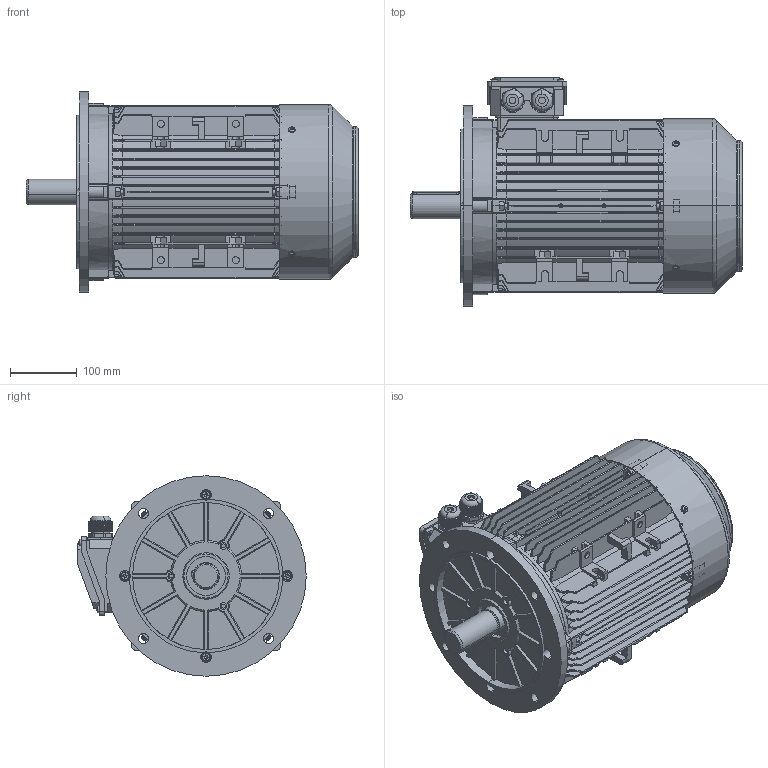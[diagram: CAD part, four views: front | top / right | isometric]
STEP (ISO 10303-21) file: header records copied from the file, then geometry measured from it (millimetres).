
FILE_DESCRIPTION (( 'STEP AP203' ), '1' );
FILE_NAME ('T132M B5蚾饜芞.STEP', '2015-04-08T06:03:27', ( 'USER' ), ( 'MS' ), 'SwSTEP 2.0', 'SolidWorks 2008', '' );
FILE_SCHEMA (( 'CONFIG_CONTROL_DESIGN' ));
Products named in the file (14): T132M转轴_默认; TA132后盖1_默认; Plain parallel keys_GB_CONNECTING_PIECE_KEYS_CSK 10X70; 132风叶_默认; T132M B5蚾饜芞; T132M机壳_默认; TA132风罩_默认; T100-132斜接线盒座_默认; TA100-132斜接线盒盖_默认; 112-132出线螺套_默认; Cross recessed thread forming screws GB_GB_CROSS_SCREWS_TYPE138 M5X12-N; Hexagon nuts grade C GB_GB_FASTENER_NUT_SNC1 M8-N; Hexagon socket head cap screws GB_GB_FASTENER_SCREWS_HSHCS M8X35-N; TA132B5法兰1_默认
Assembly tree (35 placements, depth 2):
  T132M B5蚾饜芞
    Hexagon socket head cap screws GB_GB_FASTENER_SCREWS_HSHCS M8X35-N  x8
    T132M机壳_默认
    112-132出线螺套_默认  x2
    Cross recessed thread forming screws GB_GB_CROSS_SCREWS_TYPE138 M5X12-N  x8
    Hexagon nuts grade C GB_GB_FASTENER_NUT_SNC1 M8-N  x8
    TA100-132斜接线盒盖_默认
    TA132B5法兰1_默认
    TA132后盖1_默认
    T100-132斜接线盒座_默认
    Plain parallel keys_GB_CONNECTING_PIECE_KEYS_CSK 10X70
    TA132风罩_默认
    T132M转轴_默认
    132风叶_默认
Bounding box: 497 x 342 x 300 mm (x, y, z)
Volume: 3861721.9 mm3; surface area: 1857657.6 mm2
Topology: 35 solids, 35 shells, 5143 faces, 14004 edges, 8887 vertices
Faces by surface type: plane 2711, cylinder 1236, bspline 687, cone 357, torus 124, sphere 28
Entity records: 169516 total; most frequent: CARTESIAN_POINT 61892, ORIENTED_EDGE 24152, DIRECTION 19029, EDGE_CURVE 12076, VERTEX_POINT 7752, VECTOR 6683, LINE 6683, AXIS2_PLACEMENT_3D 6173
